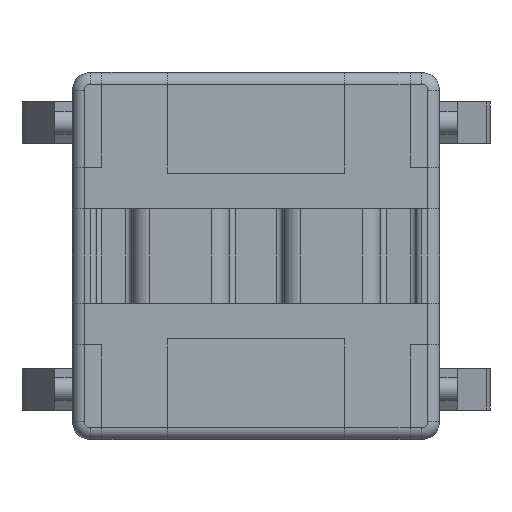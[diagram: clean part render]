
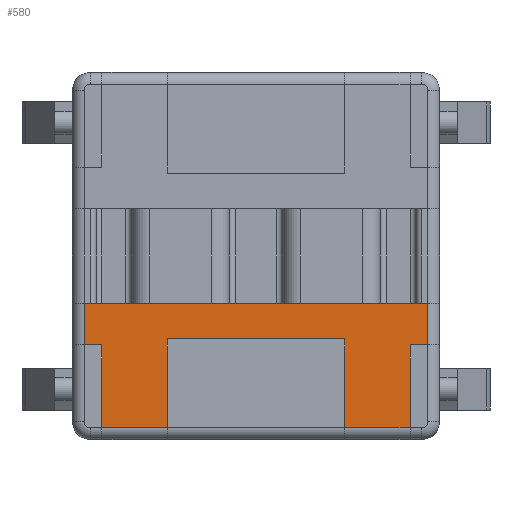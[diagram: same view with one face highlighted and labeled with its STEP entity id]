
A CAD part, front view. The second image highlights one B-rep face of the part: STEP entity #580.
In plain terms, the highlighted planar face has unit normal (0, -1, 0).
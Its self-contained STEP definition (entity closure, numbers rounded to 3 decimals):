
#580=ADVANCED_FACE('NONE',(#1276),#1277,.T.);
#1276=FACE_OUTER_BOUND('',#2085,.T.);
#1277=PLANE('',#2086);
#2085=EDGE_LOOP('',(#3660,#3661,#3662,#3663,#3664,#3665,#3666,#3667,#3668,#3669,#3670,#3671));
#2086=AXIS2_PLACEMENT_3D('',#3672,#3673,#3674);
#3660=ORIENTED_EDGE('',*,*,#5495,.T.);
#3661=ORIENTED_EDGE('',*,*,#5496,.T.);
#3662=ORIENTED_EDGE('',*,*,#5497,.T.);
#3663=ORIENTED_EDGE('',*,*,#5498,.T.);
#3664=ORIENTED_EDGE('',*,*,#5499,.T.);
#3665=ORIENTED_EDGE('',*,*,#5500,.F.);
#3666=ORIENTED_EDGE('',*,*,#5501,.F.);
#3667=ORIENTED_EDGE('',*,*,#5502,.F.);
#3668=ORIENTED_EDGE('',*,*,#5503,.F.);
#3669=ORIENTED_EDGE('',*,*,#5504,.F.);
#3670=ORIENTED_EDGE('',*,*,#5228,.T.);
#3671=ORIENTED_EDGE('',*,*,#5505,.T.);
#3672=CARTESIAN_POINT('',(2.8,0.0,-2.8));
#3673=DIRECTION('',(0.0,-1.0,0.0));
#3674=DIRECTION('',(0.0,0.0,-1.0));
#5228=EDGE_CURVE('NONE',#6424,#6425,#6426,.T.);
#5495=EDGE_CURVE('NONE',#6812,#6813,#6814,.T.);
#5496=EDGE_CURVE('NONE',#6813,#6815,#6816,.T.);
#5497=EDGE_CURVE('NONE',#6815,#6817,#6818,.T.);
#5498=EDGE_CURVE('NONE',#6817,#6819,#6820,.T.);
#5499=EDGE_CURVE('NONE',#6819,#6821,#6822,.T.);
#5500=EDGE_CURVE('NONE',#6823,#6821,#6824,.T.);
#5501=EDGE_CURVE('NONE',#6825,#6823,#6826,.T.);
#5502=EDGE_CURVE('NONE',#6827,#6825,#6828,.T.);
#5503=EDGE_CURVE('NONE',#6829,#6827,#6830,.T.);
#5504=EDGE_CURVE('NONE',#6424,#6829,#6831,.T.);
#5505=EDGE_CURVE('NONE',#6425,#6812,#6832,.T.);
#6424=VERTEX_POINT('NONE',#8010);
#6425=VERTEX_POINT('NONE',#8011);
#6426=LINE('',#8012,#8013);
#6812=VERTEX_POINT('NONE',#8530);
#6813=VERTEX_POINT('NONE',#8531);
#6814=LINE('',#8532,#8533);
#6815=VERTEX_POINT('NONE',#8534);
#6816=LINE('',#8535,#8536);
#6817=VERTEX_POINT('NONE',#8537);
#6818=LINE('',#8538,#8539);
#6819=VERTEX_POINT('NONE',#8540);
#6820=LINE('',#8541,#8542);
#6821=VERTEX_POINT('NONE',#8543);
#6822=LINE('',#8544,#8545);
#6823=VERTEX_POINT('NONE',#8546);
#6824=LINE('',#8547,#8548);
#6825=VERTEX_POINT('NONE',#8549);
#6826=LINE('',#8550,#8551);
#6827=VERTEX_POINT('NONE',#8552);
#6828=LINE('',#8553,#8554);
#6829=VERTEX_POINT('NONE',#8555);
#6830=LINE('',#8556,#8557);
#6831=LINE('',#8558,#8559);
#6832=LINE('',#8560,#8561);
#8010=CARTESIAN_POINT('',(-1.5,0.0,-1.4));
#8011=CARTESIAN_POINT('',(1.5,0.0,-1.4));
#8012=CARTESIAN_POINT('',(1.5,0.0,-1.4));
#8013=VECTOR('',#9814,1000.0);
#8530=CARTESIAN_POINT('',(1.5,0.0,-2.9));
#8531=CARTESIAN_POINT('',(2.6,0.0,-2.9));
#8532=CARTESIAN_POINT('',(2.8,0.0,-2.9));
#8533=VECTOR('',#10138,1000.0);
#8534=CARTESIAN_POINT('',(2.6,0.0,-1.5));
#8535=CARTESIAN_POINT('',(2.6,0.0,-1.5));
#8536=VECTOR('',#10139,1000.0);
#8537=CARTESIAN_POINT('',(2.9,0.0,-1.5));
#8538=CARTESIAN_POINT('',(3.1,0.0,-1.5));
#8539=VECTOR('',#10140,1000.0);
#8540=CARTESIAN_POINT('',(2.9,0.0,-0.8));
#8541=CARTESIAN_POINT('',(2.9,0.0,0.0));
#8542=VECTOR('',#10141,1000.0);
#8543=CARTESIAN_POINT('',(-2.9,0.0,-0.8));
#8544=CARTESIAN_POINT('',(0.0,0.0,-0.8));
#8545=VECTOR('',#10142,1000.0);
#8546=CARTESIAN_POINT('',(-2.9,0.0,-1.5));
#8547=CARTESIAN_POINT('',(-2.9,0.0,0.0));
#8548=VECTOR('',#10143,1000.0);
#8549=CARTESIAN_POINT('',(-2.6,0.0,-1.5));
#8550=CARTESIAN_POINT('',(-3.1,0.0,-1.5));
#8551=VECTOR('',#10144,1000.0);
#8552=CARTESIAN_POINT('',(-2.6,0.0,-2.9));
#8553=CARTESIAN_POINT('',(-2.6,0.0,-1.5));
#8554=VECTOR('',#10145,1000.0);
#8555=CARTESIAN_POINT('',(-1.5,0.0,-2.9));
#8556=CARTESIAN_POINT('',(-2.8,0.0,-2.9));
#8557=VECTOR('',#10146,1000.0);
#8558=CARTESIAN_POINT('',(-1.5,0.0,-3.1));
#8559=VECTOR('',#10147,1000.0);
#8560=CARTESIAN_POINT('',(1.5,0.0,-3.1));
#8561=VECTOR('',#10148,1000.0);
#9814=DIRECTION('',(1.0,0.0,0.));
#10138=DIRECTION('',(1.0,0.0,0.0));
#10139=DIRECTION('',(0.0,0.0,1.0));
#10140=DIRECTION('',(1.0,0.0,0.0));
#10141=DIRECTION('',(0.0,0.0,1.0));
#10142=DIRECTION('',(-1.0,0.0,0.0));
#10143=DIRECTION('',(0.0,0.0,1.0));
#10144=DIRECTION('',(-1.0,0.0,0.0));
#10145=DIRECTION('',(0.0,0.0,1.0));
#10146=DIRECTION('',(-1.0,0.0,0.0));
#10147=DIRECTION('',(0.,0.0,-1.0));
#10148=DIRECTION('',(0.,0.0,-1.0));
